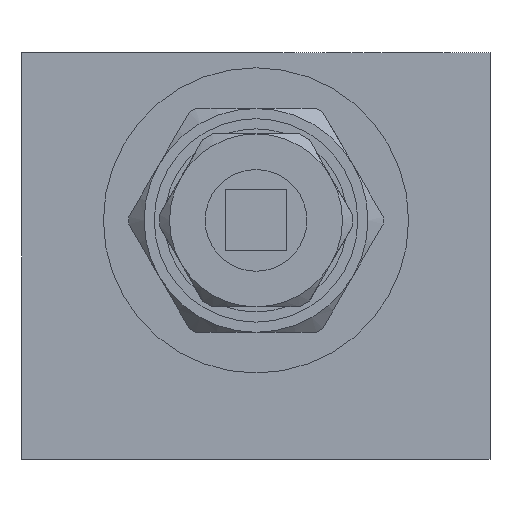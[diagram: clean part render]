
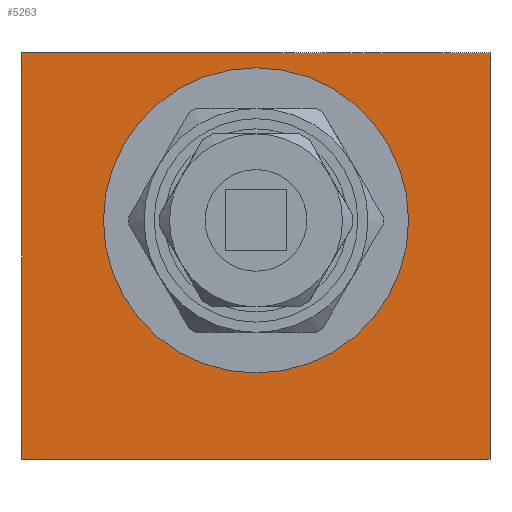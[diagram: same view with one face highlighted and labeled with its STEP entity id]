
A CAD part, left-side view. The second image highlights one B-rep face of the part: STEP entity #5263.
In plain terms, the highlighted planar face has unit normal (-1, 0, 0).
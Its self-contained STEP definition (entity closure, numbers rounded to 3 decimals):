
#482=LINE('',#8749,#855);
#483=LINE('',#8781,#856);
#488=LINE('',#8801,#861);
#489=LINE('',#8815,#862);
#855=VECTOR('',#6506,40.);
#856=VECTOR('',#6547,46.);
#861=VECTOR('',#6566,46.);
#862=VECTOR('',#6583,40.);
#1208=PLANE('',#5603);
#1305=FACE_BOUND('',#1922,.T.);
#1560=FACE_OUTER_BOUND('',#1921,.T.);
#1921=EDGE_LOOP('',(#4481,#4482,#4483,#4484));
#1922=EDGE_LOOP('',(#4485));
#2124=CIRCLE('',#5604,15.);
#2536=VERTEX_POINT('',#8742);
#2539=VERTEX_POINT('',#8747);
#2550=VERTEX_POINT('',#8780);
#2558=VERTEX_POINT('',#8799);
#2564=VERTEX_POINT('',#8816);
#3202=EDGE_CURVE('',#2536,#2539,#482,.T.);
#3213=EDGE_CURVE('',#2550,#2536,#483,.T.);
#3223=EDGE_CURVE('',#2558,#2539,#488,.T.);
#3229=EDGE_CURVE('',#2550,#2558,#489,.T.);
#3230=EDGE_CURVE('',#2564,#2564,#2124,.T.);
#4481=ORIENTED_EDGE('',*,*,#3202,.T.);
#4482=ORIENTED_EDGE('',*,*,#3223,.F.);
#4483=ORIENTED_EDGE('',*,*,#3229,.F.);
#4484=ORIENTED_EDGE('',*,*,#3213,.T.);
#4485=ORIENTED_EDGE('',*,*,#3230,.F.);
#5263=ADVANCED_FACE('',(#1560,#1305),#1208,.T.);
#5603=AXIS2_PLACEMENT_3D('',#8814,#6581,#6582);
#5604=AXIS2_PLACEMENT_3D('',#8817,#6584,#6585);
#6506=DIRECTION('',(0.,0.,1.));
#6547=DIRECTION('',(0.,-1.,0.));
#6566=DIRECTION('',(0.,-1.,0.));
#6581=DIRECTION('center_axis',(-1.,0.,0.));
#6582=DIRECTION('ref_axis',(0.,1.,0.));
#6583=DIRECTION('',(0.,0.,1.));
#6584=DIRECTION('center_axis',(-1.,0.,0.));
#6585=DIRECTION('ref_axis',(0.,-1.,0.));
#8742=CARTESIAN_POINT('',(309.,0.,45.));
#8747=CARTESIAN_POINT('',(309.,0.,85.));
#8749=CARTESIAN_POINT('',(309.,0.,45.));
#8780=CARTESIAN_POINT('',(309.,46.,45.));
#8781=CARTESIAN_POINT('',(309.,46.,45.));
#8799=CARTESIAN_POINT('',(309.,46.,85.));
#8801=CARTESIAN_POINT('',(309.,46.,85.));
#8814=CARTESIAN_POINT('Origin',(309.,0.,45.));
#8815=CARTESIAN_POINT('',(309.,46.,45.));
#8816=CARTESIAN_POINT('',(309.,38.,68.5));
#8817=CARTESIAN_POINT('Origin',(309.,23.,68.5));
